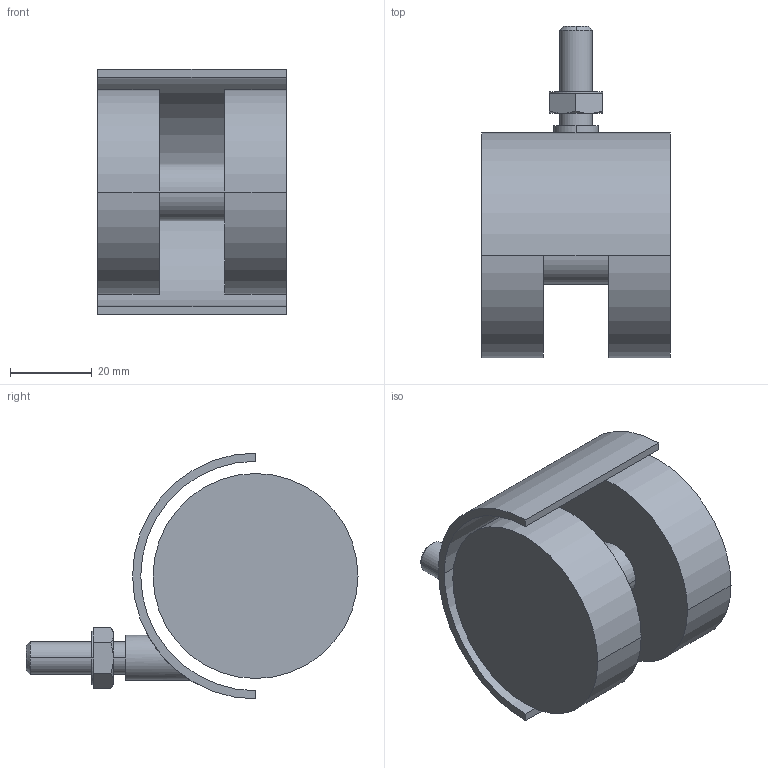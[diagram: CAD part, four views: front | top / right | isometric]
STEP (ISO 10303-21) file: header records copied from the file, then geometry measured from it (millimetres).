
FILE_DESCRIPTION (( 'STEP AP203' ), '1' );
FILE_NAME ('SF2000S.STEP', '2009-10-30T21:03:19', ( ' ' ), ( ' ' ), 'SwSTEP 2.0', 'SolidWorks 2009', '' );
FILE_SCHEMA (( 'CONFIG_CONTROL_DESIGN' ));
Length unit declared in the file: millimetre
Products named in the file (1): SF2000S
Bounding box: 46 x 81 x 60 mm (x, y, z)
Volume: 72376.9 mm3; surface area: 23084.6 mm2
Topology: 2 solids, 2 shells, 50 faces, 106 edges, 66 vertices
Faces by surface type: plane 24, cylinder 18, cone 8
Entity records: 1507 total; most frequent: CARTESIAN_POINT 337, DIRECTION 242, ORIENTED_EDGE 212, EDGE_CURVE 106, AXIS2_PLACEMENT_3D 99, VERTEX_POINT 66, EDGE_LOOP 56, ADVANCED_FACE 50
